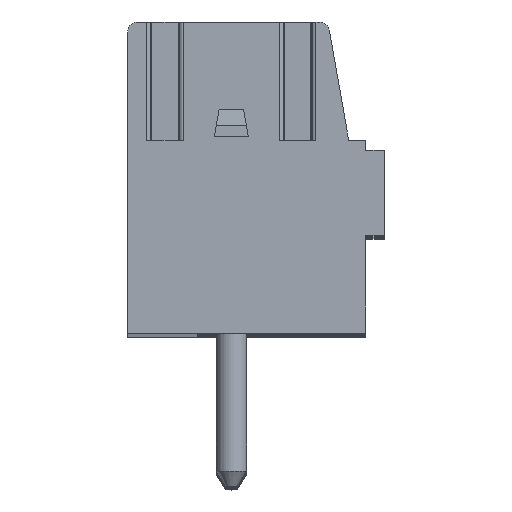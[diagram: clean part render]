
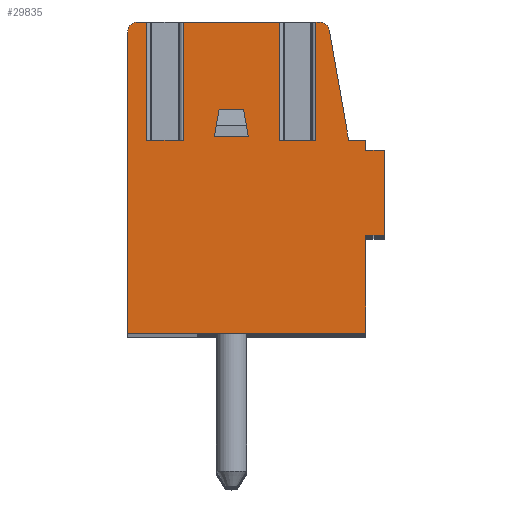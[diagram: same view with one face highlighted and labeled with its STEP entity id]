
A CAD part, top view. The second image highlights one B-rep face of the part: STEP entity #29835.
In plain terms, the highlighted planar face has unit normal (0, 0, 1).
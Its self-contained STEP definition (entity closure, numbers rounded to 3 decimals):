
#4223=DIRECTION('',(-1.,0.,0.));
#4224=VECTOR('',#4223,1.07);
#4225=CARTESIAN_POINT('',(2.035,1.105,1.75));
#4226=LINE('',#4225,#4224);
#4227=DIRECTION('',(0.,1.,0.));
#4228=VECTOR('',#4227,3.47);
#4229=CARTESIAN_POINT('',(2.035,1.105,1.75));
#4230=LINE('',#4229,#4228);
#4231=DIRECTION('',(1.,0.,0.));
#4232=VECTOR('',#4231,0.101);
#4233=CARTESIAN_POINT('',(2.035,4.575,1.75));
#4234=LINE('',#4233,#4232);
#4235=CARTESIAN_POINT('',(2.136,4.275,1.75));
#4236=DIRECTION('',(0.,0.,-1.));
#4237=DIRECTION('',(0.,1.,0.));
#4238=AXIS2_PLACEMENT_3D('',#4235,#4236,#4237);
#4240=DIRECTION('',(0.174,-0.985,0.));
#4241=VECTOR('',#4240,3.272);
#4242=CARTESIAN_POINT('',(2.432,4.327,1.75));
#4243=LINE('',#4242,#4241);
#4244=DIRECTION('',(1.,0.,0.));
#4245=VECTOR('',#4244,0.5);
#4246=CARTESIAN_POINT('',(3.,1.105,1.75));
#4247=LINE('',#4246,#4245);
#4248=DIRECTION('',(0.,-1.,0.));
#4249=VECTOR('',#4248,0.3);
#4250=CARTESIAN_POINT('',(3.5,1.105,1.75));
#4251=LINE('',#4250,#4249);
#4252=DIRECTION('',(0.,-1.,0.));
#4253=VECTOR('',#4252,2.88);
#4254=CARTESIAN_POINT('',(3.5,-1.695,1.75));
#4255=LINE('',#4254,#4253);
#4256=DIRECTION('',(-1.,0.,0.));
#4257=VECTOR('',#4256,7.);
#4258=CARTESIAN_POINT('',(3.5,-4.575,1.75));
#4259=LINE('',#4258,#4257);
#4260=DIRECTION('',(0.,1.,0.));
#4261=VECTOR('',#4260,8.85);
#4262=CARTESIAN_POINT('',(-3.5,-4.575,1.75));
#4263=LINE('',#4262,#4261);
#4264=CARTESIAN_POINT('',(-3.2,4.275,1.75));
#4265=DIRECTION('',(0.,0.,-1.));
#4266=DIRECTION('',(-1.,0.,0.));
#4267=AXIS2_PLACEMENT_3D('',#4264,#4265,#4266);
#4269=DIRECTION('',(1.,0.,0.));
#4270=VECTOR('',#4269,0.265);
#4271=CARTESIAN_POINT('',(-3.2,4.575,1.75));
#4272=LINE('',#4271,#4270);
#4273=DIRECTION('',(0.,1.,0.));
#4274=VECTOR('',#4273,3.47);
#4275=CARTESIAN_POINT('',(-2.935,1.105,1.75));
#4276=LINE('',#4275,#4274);
#4277=DIRECTION('',(-1.,0.,0.));
#4278=VECTOR('',#4277,1.07);
#4279=CARTESIAN_POINT('',(-1.865,1.105,1.75));
#4280=LINE('',#4279,#4278);
#4281=DIRECTION('',(0.,1.,0.));
#4282=VECTOR('',#4281,3.47);
#4283=CARTESIAN_POINT('',(-1.865,1.105,1.75));
#4284=LINE('',#4283,#4282);
#4285=DIRECTION('',(1.,0.,0.));
#4286=VECTOR('',#4285,2.83);
#4287=CARTESIAN_POINT('',(-1.865,4.575,1.75));
#4288=LINE('',#4287,#4286);
#4289=DIRECTION('',(0.,1.,0.));
#4290=VECTOR('',#4289,3.47);
#4291=CARTESIAN_POINT('',(0.965,1.105,1.75));
#4292=LINE('',#4291,#4290);
#4293=DIRECTION('',(-1.,0.,0.));
#4294=VECTOR('',#4293,0.718);
#4295=CARTESIAN_POINT('',(-0.091,2.005,1.75));
#4296=LINE('',#4295,#4294);
#4297=DIRECTION('',(-0.174,-0.985,0.));
#4298=VECTOR('',#4297,0.812);
#4299=CARTESIAN_POINT('',(-0.809,2.005,1.75));
#4300=LINE('',#4299,#4298);
#4301=DIRECTION('',(1.,0.,0.));
#4302=VECTOR('',#4301,1.);
#4303=CARTESIAN_POINT('',(-0.95,1.205,1.75));
#4304=LINE('',#4303,#4302);
#4305=DIRECTION('',(-0.174,0.985,0.));
#4306=VECTOR('',#4305,0.812);
#4307=CARTESIAN_POINT('',(0.05,1.205,1.75));
#4308=LINE('',#4307,#4306);
#4585=DIRECTION('',(-1.,0.,0.));
#4586=VECTOR('',#4585,0.55);
#4587=CARTESIAN_POINT('',(4.05,0.805,1.75));
#4588=LINE('',#4587,#4586);
#5313=DIRECTION('',(0.,1.,0.));
#5314=VECTOR('',#5313,2.5);
#5315=CARTESIAN_POINT('',(4.05,-1.695,1.75));
#5316=LINE('',#5315,#5314);
#5541=DIRECTION('',(1.,0.,0.));
#5542=VECTOR('',#5541,0.55);
#5543=CARTESIAN_POINT('',(3.5,-1.695,1.75));
#5544=LINE('',#5543,#5542);
#18709=CARTESIAN_POINT('',(-3.5,4.275,1.75));
#18710=CARTESIAN_POINT('',(-3.2,4.575,1.75));
#18711=VERTEX_POINT('',#18709);
#18712=VERTEX_POINT('',#18710);
#18713=CARTESIAN_POINT('',(-3.5,-4.575,1.75));
#18714=VERTEX_POINT('',#18713);
#18715=CARTESIAN_POINT('',(3.5,-4.575,1.75));
#18716=VERTEX_POINT('',#18715);
#18717=CARTESIAN_POINT('',(3.5,-1.695,1.75));
#18718=VERTEX_POINT('',#18717);
#18719=CARTESIAN_POINT('',(3.5,1.105,1.75));
#18720=CARTESIAN_POINT('',(3.5,0.805,1.75));
#18721=VERTEX_POINT('',#18719);
#18722=VERTEX_POINT('',#18720);
#18723=CARTESIAN_POINT('',(3.,1.105,1.75));
#18724=VERTEX_POINT('',#18723);
#18725=CARTESIAN_POINT('',(2.432,4.327,1.75));
#18726=VERTEX_POINT('',#18725);
#18727=CARTESIAN_POINT('',(2.136,4.575,1.75));
#18728=VERTEX_POINT('',#18727);
#18866=CARTESIAN_POINT('',(4.05,-1.695,1.75));
#18868=VERTEX_POINT('',#18866);
#18870=CARTESIAN_POINT('',(4.05,0.805,1.75));
#18872=VERTEX_POINT('',#18870);
#19049=CARTESIAN_POINT('',(2.035,1.105,1.75));
#19050=CARTESIAN_POINT('',(0.965,1.105,1.75));
#19051=VERTEX_POINT('',#19049);
#19052=VERTEX_POINT('',#19050);
#19053=CARTESIAN_POINT('',(-1.865,1.105,1.75));
#19054=CARTESIAN_POINT('',(-2.935,1.105,1.75));
#19055=VERTEX_POINT('',#19053);
#19056=VERTEX_POINT('',#19054);
#19057=CARTESIAN_POINT('',(-2.935,4.575,1.75));
#19058=VERTEX_POINT('',#19057);
#19059=CARTESIAN_POINT('',(-1.865,4.575,1.75));
#19060=VERTEX_POINT('',#19059);
#19061=CARTESIAN_POINT('',(2.035,4.575,1.75));
#19062=VERTEX_POINT('',#19061);
#19063=CARTESIAN_POINT('',(0.965,4.575,1.75));
#19064=VERTEX_POINT('',#19063);
#19093=CARTESIAN_POINT('',(-0.95,1.205,1.75));
#19094=CARTESIAN_POINT('',(0.05,1.205,1.75));
#19095=VERTEX_POINT('',#19093);
#19096=VERTEX_POINT('',#19094);
#19098=CARTESIAN_POINT('',(-0.809,2.005,1.75));
#19100=VERTEX_POINT('',#19098);
#19101=CARTESIAN_POINT('',(-0.091,2.005,1.75));
#19102=VERTEX_POINT('',#19101);
#29782=CARTESIAN_POINT('',(0.,0.,1.75));
#29783=DIRECTION('',(0.,0.,1.));
#29784=DIRECTION('',(1.,0.,0.));
#29785=AXIS2_PLACEMENT_3D('',#29782,#29783,#29784);
#29786=PLANE('',#29785);
#29788=ORIENTED_EDGE('',*,*,#29787,.F.);
#29790=ORIENTED_EDGE('',*,*,#29789,.T.);
#29791=ORIENTED_EDGE('',*,*,#24294,.T.);
#29793=ORIENTED_EDGE('',*,*,#29792,.T.);
#29795=ORIENTED_EDGE('',*,*,#29794,.T.);
#29797=ORIENTED_EDGE('',*,*,#29796,.T.);
#29799=ORIENTED_EDGE('',*,*,#29798,.T.);
#29801=ORIENTED_EDGE('',*,*,#29800,.F.);
#29803=ORIENTED_EDGE('',*,*,#29802,.F.);
#29805=ORIENTED_EDGE('',*,*,#29804,.F.);
#29807=ORIENTED_EDGE('',*,*,#29806,.T.);
#29809=ORIENTED_EDGE('',*,*,#29808,.T.);
#29811=ORIENTED_EDGE('',*,*,#29810,.T.);
#29813=ORIENTED_EDGE('',*,*,#29812,.T.);
#29814=ORIENTED_EDGE('',*,*,#24259,.T.);
#29816=ORIENTED_EDGE('',*,*,#29815,.F.);
#29818=ORIENTED_EDGE('',*,*,#29817,.F.);
#29819=ORIENTED_EDGE('',*,*,#29773,.T.);
#29820=ORIENTED_EDGE('',*,*,#24310,.T.);
#29822=ORIENTED_EDGE('',*,*,#29821,.F.);
#29823=EDGE_LOOP('',(#29788,#29790,#29791,#29793,#29795,#29797,#29799,#29801,
#29803,#29805,#29807,#29809,#29811,#29813,#29814,#29816,#29818,#29819,#29820,
#29822));
#29824=FACE_OUTER_BOUND('',#29823,.F.);
#29826=ORIENTED_EDGE('',*,*,#29825,.T.);
#29828=ORIENTED_EDGE('',*,*,#29827,.T.);
#29830=ORIENTED_EDGE('',*,*,#29829,.T.);
#29832=ORIENTED_EDGE('',*,*,#29831,.T.);
#29833=EDGE_LOOP('',(#29826,#29828,#29830,#29832));
#29834=FACE_BOUND('',#29833,.F.);
#4239=CIRCLE('',#4238,0.3);
#4268=CIRCLE('',#4267,0.3);
#24259=EDGE_CURVE('',#18712,#19058,#4272,.T.);
#24294=EDGE_CURVE('',#19062,#18728,#4234,.T.);
#24310=EDGE_CURVE('',#19060,#19064,#4288,.T.);
#29773=EDGE_CURVE('',#19055,#19060,#4284,.T.);
#29787=EDGE_CURVE('',#19051,#19052,#4226,.T.);
#29789=EDGE_CURVE('',#19051,#19062,#4230,.T.);
#29792=EDGE_CURVE('',#18728,#18726,#4239,.T.);
#29794=EDGE_CURVE('',#18726,#18724,#4243,.T.);
#29796=EDGE_CURVE('',#18724,#18721,#4247,.T.);
#29798=EDGE_CURVE('',#18721,#18722,#4251,.T.);
#29800=EDGE_CURVE('',#18872,#18722,#4588,.T.);
#29802=EDGE_CURVE('',#18868,#18872,#5316,.T.);
#29804=EDGE_CURVE('',#18718,#18868,#5544,.T.);
#29806=EDGE_CURVE('',#18718,#18716,#4255,.T.);
#29808=EDGE_CURVE('',#18716,#18714,#4259,.T.);
#29810=EDGE_CURVE('',#18714,#18711,#4263,.T.);
#29812=EDGE_CURVE('',#18711,#18712,#4268,.T.);
#29815=EDGE_CURVE('',#19056,#19058,#4276,.T.);
#29817=EDGE_CURVE('',#19055,#19056,#4280,.T.);
#29821=EDGE_CURVE('',#19052,#19064,#4292,.T.);
#29825=EDGE_CURVE('',#19102,#19100,#4296,.T.);
#29827=EDGE_CURVE('',#19100,#19095,#4300,.T.);
#29829=EDGE_CURVE('',#19095,#19096,#4304,.T.);
#29831=EDGE_CURVE('',#19096,#19102,#4308,.T.);
#29835=ADVANCED_FACE('',(#29824,#29834),#29786,.T.);
